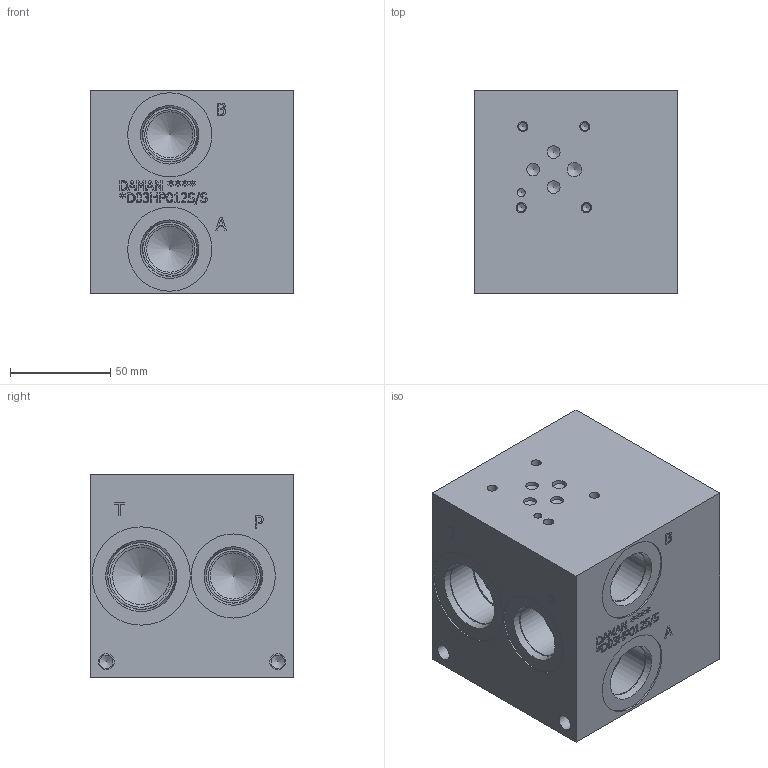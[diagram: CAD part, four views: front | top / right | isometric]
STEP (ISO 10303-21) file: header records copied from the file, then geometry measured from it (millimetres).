
FILE_DESCRIPTION(/* description */ (''),/* implementation_level */ '2;1');
FILE_NAME(/* name */ '_D03HP012S_S.stp',/* time_stamp */ '2022-10-27T14:06:49-04:00',/* author */ ('bobbyh'),/* organization */ (''),/* preprocessor_version */ 'ST-DEVELOPER v18',/* originating_system */ 'Autodesk Inventor 2020',/* authorisation */ '');
FILE_SCHEMA (('AUTOMOTIVE_DESIGN { 1 0 10303 214 3 1 1 }'));
Length unit declared in the file: millimetre
Products named in the file (1): Part_AD03HP012S_S_3D
Bounding box: 101.6 x 101.6 x 101.6 mm (x, y, z)
Volume: 893194.4 mm3; surface area: 84134 mm2
Topology: 1 solids, 1 shells, 562 faces, 1546 edges, 1045 vertices
Faces by surface type: plane 324, bspline 141, cylinder 57, cone 40
Full cylindrical faces by diameter (mm): 3.962 x1, 4.216 x4, 5.004 x4, 6.35 x3, 6.756 x4, 7.137 x1, 8.001 x4, 17.475 x1, 22.225 x1, 23.012 x4, 23.698 x1, 24.917 x4, 25.4 x1, 26.187 x1, 26.99 x4, 27.381 x1, 27.432 x4, 28.575 x1, 31.267 x2, 33.34 x2, 33.757 x2, 42.037 x4, 49.124 x2
Entity records: 19037 total; most frequent: CARTESIAN_POINT 5053, ORIENTED_EDGE 3052, DIRECTION 2297, EDGE_CURVE 1526, VERTEX_POINT 1045, LINE 1017, VECTOR 1017, EDGE_LOOP 643
